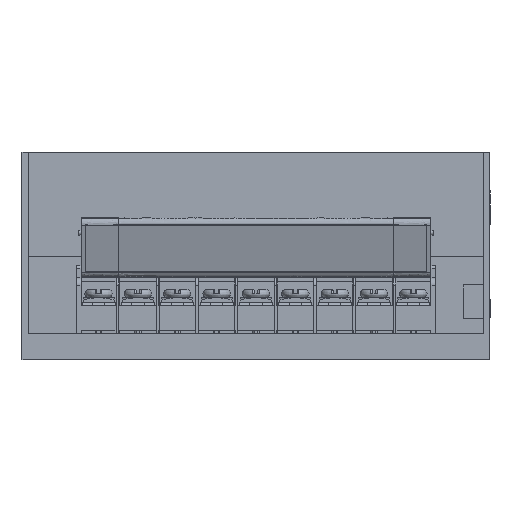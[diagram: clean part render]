
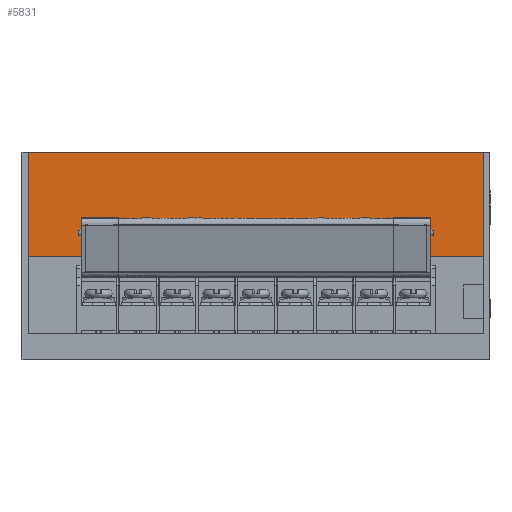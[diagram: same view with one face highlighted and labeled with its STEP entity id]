
A CAD part, front view. The second image highlights one B-rep face of the part: STEP entity #5831.
In plain terms, the highlighted free-form (B-spline) face has degree [1, 1] with [2, 2] control points.
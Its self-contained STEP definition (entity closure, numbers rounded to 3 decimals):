
#4788 = VERTEX_POINT('',#4789);
#4789 = CARTESIAN_POINT('',(1.711,21.9,
    57.032));
#4796 = EDGE_CURVE('',#4788,#4797,#4799,.T.);
#4797 = VERTEX_POINT('',#4798);
#4798 = CARTESIAN_POINT('',(127.182,21.9,
    57.032));
#4799 = B_SPLINE_CURVE_WITH_KNOTS('',1,(#4800,#4801),.UNSPECIFIED.,.F.,
  .F.,(2,2),(-27.5,82.5),.PIECEWISE_BEZIER_KNOTS.);
#4800 = CARTESIAN_POINT('',(1.711,21.9,
    57.032));
#4801 = CARTESIAN_POINT('',(127.182,21.9,
    57.032));
#5831 = ADVANCED_FACE('',(#5832),#5854,.F.);
#5832 = FACE_BOUND('',#5833,.T.);
#5833 = EDGE_LOOP('',(#5834,#5841,#5842,#5849));
#5834 = ORIENTED_EDGE('',*,*,#5835,.F.);
#5835 = EDGE_CURVE('',#4797,#5836,#5838,.T.);
#5836 = VERTEX_POINT('',#5837);
#5837 = CARTESIAN_POINT('',(127.182,21.9,
    28.516));
#5838 = B_SPLINE_CURVE_WITH_KNOTS('',1,(#5839,#5840),.UNSPECIFIED.,.F.,
  .F.,(2,2),(0.,25.),.PIECEWISE_BEZIER_KNOTS.);
#5839 = CARTESIAN_POINT('',(127.182,21.9,
    57.032));
#5840 = CARTESIAN_POINT('',(127.182,21.9,
    28.516));
#5841 = ORIENTED_EDGE('',*,*,#4796,.F.);
#5842 = ORIENTED_EDGE('',*,*,#5843,.T.);
#5843 = EDGE_CURVE('',#4788,#5844,#5846,.T.);
#5844 = VERTEX_POINT('',#5845);
#5845 = CARTESIAN_POINT('',(1.711,21.9,
    28.516));
#5846 = B_SPLINE_CURVE_WITH_KNOTS('',1,(#5847,#5848),.UNSPECIFIED.,.F.,
  .F.,(2,2),(0.,25.),.PIECEWISE_BEZIER_KNOTS.);
#5847 = CARTESIAN_POINT('',(1.711,21.9,
    57.032));
#5848 = CARTESIAN_POINT('',(1.711,21.9,
    28.516));
#5849 = ORIENTED_EDGE('',*,*,#5850,.F.);
#5850 = EDGE_CURVE('',#5836,#5844,#5851,.T.);
#5851 = B_SPLINE_CURVE_WITH_KNOTS('',1,(#5852,#5853),.UNSPECIFIED.,.F.,
  .F.,(2,2),(-110.,0.),.PIECEWISE_BEZIER_KNOTS.);
#5852 = CARTESIAN_POINT('',(127.182,21.9,
    28.516));
#5853 = CARTESIAN_POINT('',(1.711,21.9,
    28.516));
#5854 = B_SPLINE_SURFACE_WITH_KNOTS('',1,1,(
    (#5855,#5856)
    ,(#5857,#5858
    )),.UNSPECIFIED.,.F.,.F.,.F.,(2,2),(2,2),(0.,110.),(0.,25.),
  .PIECEWISE_BEZIER_KNOTS.);
#5855 = CARTESIAN_POINT('',(1.711,21.9,
    57.032));
#5856 = CARTESIAN_POINT('',(1.711,21.9,
    28.516));
#5857 = CARTESIAN_POINT('',(127.182,21.9,
    57.032));
#5858 = CARTESIAN_POINT('',(127.182,21.9,
    28.516));
